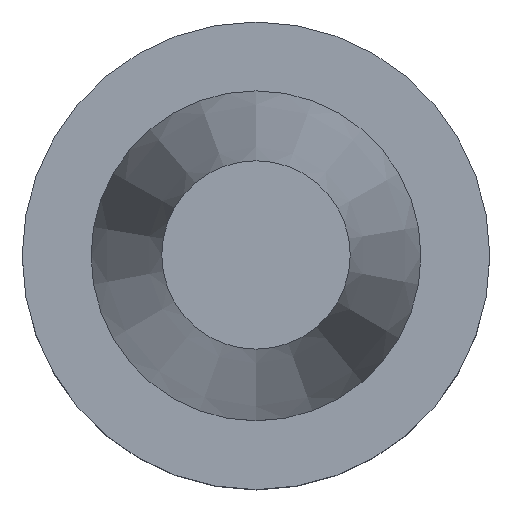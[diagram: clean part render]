
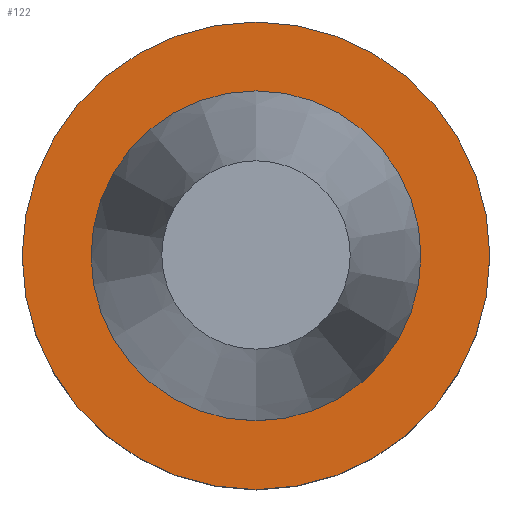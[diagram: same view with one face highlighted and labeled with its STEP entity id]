
A CAD part, top view. The second image highlights one B-rep face of the part: STEP entity #122.
In plain terms, the highlighted planar face has unit normal (0, 0, 1).
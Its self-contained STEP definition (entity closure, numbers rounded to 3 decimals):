
#102=EDGE_CURVE('Unnamed[1]',#242,#242,#243,.T.);
#122=ADVANCED_FACE('Unnamed[1]',(#272,#273),#274,.T.);
#147=EDGE_CURVE('Unnamed[1]',#311,#311,#312,.T.);
#242=VERTEX_POINT('',#427);
#243=CIRCLE('',#428,22.225);
#272=FACE_OUTER_BOUND('',#465,.T.);
#273=FACE_BOUND('',#466,.T.);
#274=PLANE('',#467);
#311=VERTEX_POINT('',#514);
#312=CIRCLE('',#515,31.5);
#427=CARTESIAN_POINT('',(0.,22.225,-1.));
#428=AXIS2_PLACEMENT_3D('',#625,#626,#627);
#465=EDGE_LOOP('',(#658));
#466=EDGE_LOOP('',(#659));
#467=AXIS2_PLACEMENT_3D('',#660,#661,#662);
#514=CARTESIAN_POINT('',(0.,31.5,-1.));
#515=AXIS2_PLACEMENT_3D('',#703,#704,#705);
#625=CARTESIAN_POINT('',(0.,0.,-1.));
#626=DIRECTION('',(0.,0.,-1.0));
#627=DIRECTION('',(0.,1.0,0.));
#658=ORIENTED_EDGE('',*,*,#147,.F.);
#659=ORIENTED_EDGE('',*,*,#102,.T.);
#660=CARTESIAN_POINT('',(0.,26.862,-1.));
#661=DIRECTION('',(0.,0.,1.0));
#662=DIRECTION('',(0.,-1.0,0.));
#703=CARTESIAN_POINT('',(0.,0.,-1.));
#704=DIRECTION('',(0.,0.,-1.0));
#705=DIRECTION('',(0.,1.0,0.));
